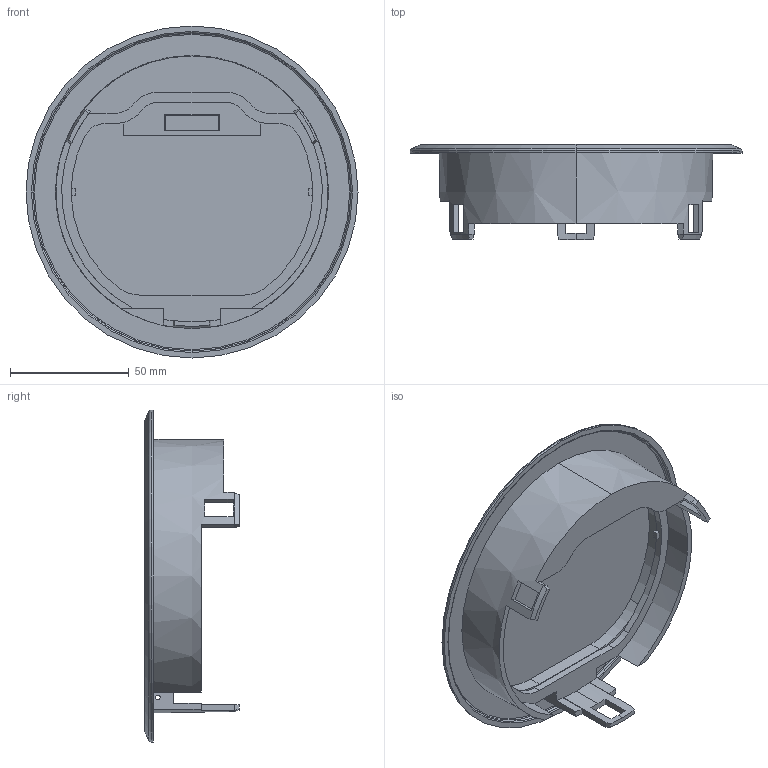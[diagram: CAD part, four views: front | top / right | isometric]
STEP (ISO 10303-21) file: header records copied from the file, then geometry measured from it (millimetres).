
FILE_DESCRIPTION (( 'STEP AP214' ), '1' );
FILE_NAME ('7408847.STEP', '2025-02-17T12:42:50', ( '' ), ( '' ), 'SwSTEP 2.0', 'SolidWorks 2024', '' );
FILE_SCHEMA (( 'AUTOMOTIVE_DESIGN' ));
Length unit declared in the file: millimetre
Products named in the file (4): 7408847; 088787_Standard; 221573; 088790_Standard
Assembly tree (2 placements, depth 2):
  7408847
    088787_Standard
    088790_Standard
  221573
Bounding box: 140 x 39.85 x 140 mm (x, y, z)
Volume: 80506.8 mm3; surface area: 66564.3 mm2
Topology: 4 solids, 4 shells, 218 faces, 601 edges, 395 vertices
Faces by surface type: plane 117, cylinder 42, cone 39, bspline 12, torus 8
Entity records: 7976 total; most frequent: CARTESIAN_POINT 2373, ORIENTED_EDGE 1202, DIRECTION 1113, EDGE_CURVE 601, AXIS2_PLACEMENT_3D 407, VERTEX_POINT 395, LINE 299, VECTOR 299
